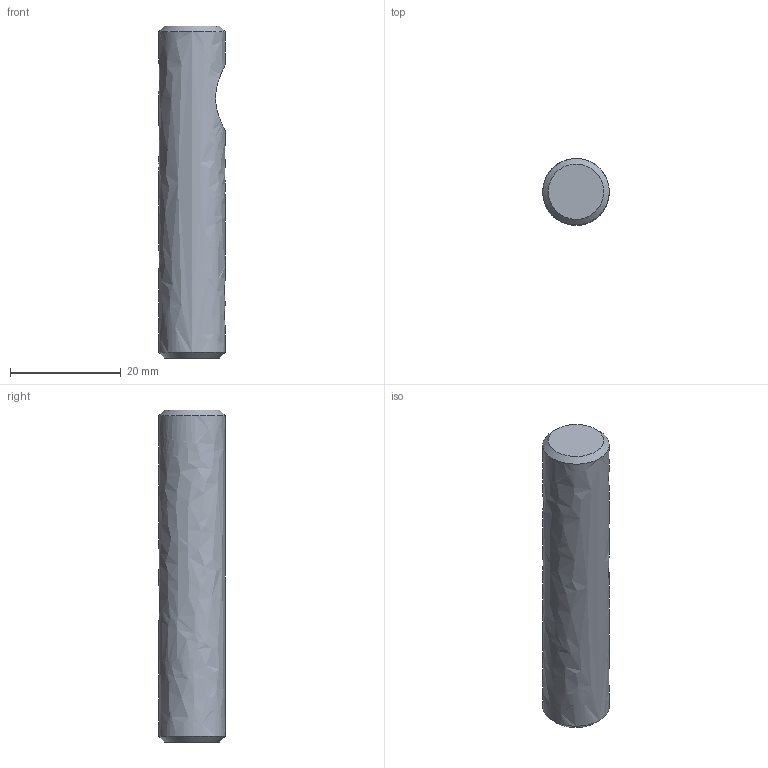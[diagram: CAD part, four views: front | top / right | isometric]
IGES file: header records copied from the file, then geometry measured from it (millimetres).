
Global section: file name: SV7308V_A; native system: Autodesk Inventor 2015; preprocessor: unknown; date: 20151127.085232; units: millimetre
Bounding box: 12 x 12 x 60 mm (x, y, z)
Volume: 6580.2 mm3; surface area: 2469.1 mm2
Topology: 1 solids, 1 shells, 6 faces, 13 edges, 9 vertices
Faces by surface type: bspline 6
